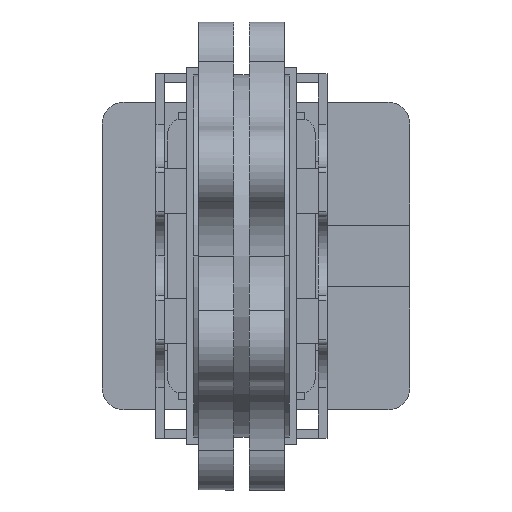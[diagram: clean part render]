
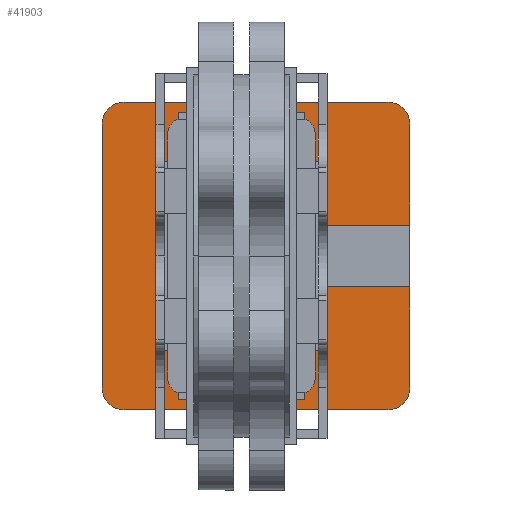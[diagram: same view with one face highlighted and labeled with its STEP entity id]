
A CAD part, front view. The second image highlights one B-rep face of the part: STEP entity #41903.
In plain terms, the highlighted planar face has unit normal (0, -1, 0).
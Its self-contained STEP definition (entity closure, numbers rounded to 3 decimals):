
#428 = CARTESIAN_POINT ( 'NONE',  ( 94., 390.5, 92. ) ) ;
#705 = LINE ( 'NONE', #2953, #18190 ) ;
#819 = VERTEX_POINT ( 'NONE', #897 ) ;
#897 = CARTESIAN_POINT ( 'NONE',  ( 94., 390.5, 33. ) ) ;
#1002 = LINE ( 'NONE', #43823, #15271 ) ;
#1251 = DIRECTION ( 'NONE',  ( 0., -1., 0. ) ) ;
#1761 = EDGE_LOOP ( 'NONE', ( #13690, #23353, #32561, #18100, #26206, #26532, #2439, #37511, #24840, #11772, #35917, #36931, #2804, #17900, #10583, #38357 ) ) ;
#2051 = LINE ( 'NONE', #5898, #22389 ) ;
#2053 = CIRCLE ( 'NONE', #16923, 13. ) ;
#2378 = DIRECTION ( 'NONE',  ( 0., 0., -1. ) ) ;
#2431 = DIRECTION ( 'NONE',  ( 0., 0., 1. ) ) ;
#2439 = ORIENTED_EDGE ( 'NONE', *, *, #42202, .F. ) ;
#2804 = ORIENTED_EDGE ( 'NONE', *, *, #22237, .T. ) ;
#2953 = CARTESIAN_POINT ( 'NONE',  ( 94., 390.5, 128. ) ) ;
#3488 = DIRECTION ( 'NONE',  ( 0., 0., -1. ) ) ;
#3673 = CARTESIAN_POINT ( 'NONE',  ( 94., 390.5, 187. ) ) ;
#4704 = CARTESIAN_POINT ( 'NONE',  ( -73., 390.5, 187. ) ) ;
#4772 = DIRECTION ( 'NONE',  ( 0., 0., 1. ) ) ;
#4879 = VERTEX_POINT ( 'NONE', #3673 ) ;
#5898 = CARTESIAN_POINT ( 'NONE',  ( 94., 390.5, 200. ) ) ;
#6121 = CIRCLE ( 'NONE', #7860, 13. ) ;
#6483 = DIRECTION ( 'NONE',  ( -1., 0., 0. ) ) ;
#6673 = DIRECTION ( 'NONE',  ( 0., -1., 0. ) ) ;
#6836 = CARTESIAN_POINT ( 'NONE',  ( 40.5, 390.5, 55. ) ) ;
#7234 = EDGE_CURVE ( 'NONE', #4879, #30189, #2051, .T. ) ;
#7775 = DIRECTION ( 'NONE',  ( 0., -1., 0. ) ) ;
#7860 = AXIS2_PLACEMENT_3D ( 'NONE', #36211, #8941, #11721 ) ;
#8291 = EDGE_CURVE ( 'NONE', #9684, #819, #30005, .T. ) ;
#8292 = CARTESIAN_POINT ( 'NONE',  ( -86., 390.5, 33. ) ) ;
#8941 = DIRECTION ( 'NONE',  ( 0., -1., 0. ) ) ;
#9684 = VERTEX_POINT ( 'NONE', #31500 ) ;
#10059 = CARTESIAN_POINT ( 'NONE',  ( -86., 390.5, 200. ) ) ;
#10355 = CARTESIAN_POINT ( 'NONE',  ( 81., 390.5, 33. ) ) ;
#10583 = ORIENTED_EDGE ( 'NONE', *, *, #18517, .F. ) ;
#11139 = VERTEX_POINT ( 'NONE', #38860 ) ;
#11154 = CARTESIAN_POINT ( 'NONE',  ( 94., 390.5, 200. ) ) ;
#11158 = PLANE ( 'NONE',  #30415 ) ;
#11549 = VERTEX_POINT ( 'NONE', #38503 ) ;
#11721 = DIRECTION ( 'NONE',  ( 0., 0., -1. ) ) ;
#11772 = ORIENTED_EDGE ( 'NONE', *, *, #39473, .T. ) ;
#11811 = LINE ( 'NONE', #43776, #39808 ) ;
#12392 = EDGE_CURVE ( 'NONE', #35248, #29926, #31748, .T. ) ;
#13061 = CARTESIAN_POINT ( 'NONE',  ( -49.5, 390.5, 55. ) ) ;
#13170 = VECTOR ( 'NONE', #2431, 1000. ) ;
#13690 = ORIENTED_EDGE ( 'NONE', *, *, #7234, .F. ) ;
#14031 = LINE ( 'NONE', #428, #38704 ) ;
#14904 = EDGE_CURVE ( 'NONE', #14949, #31925, #28843, .T. ) ;
#14949 = VERTEX_POINT ( 'NONE', #26146 ) ;
#14955 = VECTOR ( 'NONE', #33628, 1000. ) ;
#15216 = VERTEX_POINT ( 'NONE', #16294 ) ;
#15271 = VECTOR ( 'NONE', #26000, 1000. ) ;
#16294 = CARTESIAN_POINT ( 'NONE',  ( 40.5, 390.5, 165. ) ) ;
#16923 = AXIS2_PLACEMENT_3D ( 'NONE', #4704, #22645, #40153 ) ;
#16939 = VECTOR ( 'NONE', #28613, 1000. ) ;
#17875 = EDGE_CURVE ( 'NONE', #25150, #38947, #1002, .T. ) ;
#17900 = ORIENTED_EDGE ( 'NONE', *, *, #39342, .F. ) ;
#18100 = ORIENTED_EDGE ( 'NONE', *, *, #28605, .T. ) ;
#18190 = VECTOR ( 'NONE', #6483, 1000. ) ;
#18517 = EDGE_CURVE ( 'NONE', #11549, #15216, #19614, .T. ) ;
#19349 = CARTESIAN_POINT ( 'NONE',  ( -73., 390.5, 20. ) ) ;
#19504 = CARTESIAN_POINT ( 'NONE',  ( 94., 390.5, 128. ) ) ;
#19614 = LINE ( 'NONE', #28273, #26197 ) ;
#21732 = DIRECTION ( 'NONE',  ( -1., 0., 0. ) ) ;
#22237 = EDGE_CURVE ( 'NONE', #11139, #29256, #22469, .T. ) ;
#22374 = CIRCLE ( 'NONE', #41797, 13. ) ;
#22389 = VECTOR ( 'NONE', #2378, 1000. ) ;
#22469 = LINE ( 'NONE', #13061, #13170 ) ;
#22645 = DIRECTION ( 'NONE',  ( 0., -1., 0. ) ) ;
#22739 = DIRECTION ( 'NONE',  ( -1., 0., 0. ) ) ;
#23312 = VECTOR ( 'NONE', #29082, 1000. ) ;
#23353 = ORIENTED_EDGE ( 'NONE', *, *, #23868, .T. ) ;
#23571 = DIRECTION ( 'NONE',  ( -1., 0., 0. ) ) ;
#23868 = EDGE_CURVE ( 'NONE', #4879, #31925, #22374, .T. ) ;
#24840 = ORIENTED_EDGE ( 'NONE', *, *, #38177, .F. ) ;
#25150 = VERTEX_POINT ( 'NONE', #6836 ) ;
#25403 = VERTEX_POINT ( 'NONE', #19349 ) ;
#25562 = VECTOR ( 'NONE', #23571, 1000. ) ;
#25764 = CARTESIAN_POINT ( 'NONE',  ( 94., 390.5, 92. ) ) ;
#25932 = DIRECTION ( 'NONE',  ( 0., 0., -1. ) ) ;
#26000 = DIRECTION ( 'NONE',  ( 0., 0., 1. ) ) ;
#26146 = CARTESIAN_POINT ( 'NONE',  ( -73., 390.5, 200. ) ) ;
#26197 = VECTOR ( 'NONE', #4772, 1000. ) ;
#26206 = ORIENTED_EDGE ( 'NONE', *, *, #12392, .F. ) ;
#26532 = ORIENTED_EDGE ( 'NONE', *, *, #44032, .T. ) ;
#28273 = CARTESIAN_POINT ( 'NONE',  ( 40.5, 390.5, 55. ) ) ;
#28605 = EDGE_CURVE ( 'NONE', #14949, #29926, #2053, .T. ) ;
#28613 = DIRECTION ( 'NONE',  ( 0., 0., 1. ) ) ;
#28843 = LINE ( 'NONE', #36088, #23312 ) ;
#29013 = CARTESIAN_POINT ( 'NONE',  ( 81., 390.5, 187. ) ) ;
#29082 = DIRECTION ( 'NONE',  ( 1., 0., 0. ) ) ;
#29155 = CARTESIAN_POINT ( 'NONE',  ( -49.5, 390.5, 165. ) ) ;
#29256 = VERTEX_POINT ( 'NONE', #29155 ) ;
#29829 = EDGE_CURVE ( 'NONE', #25150, #11139, #39310, .T. ) ;
#29926 = VERTEX_POINT ( 'NONE', #45239 ) ;
#30005 = CIRCLE ( 'NONE', #37124, 13. ) ;
#30189 = VERTEX_POINT ( 'NONE', #19504 ) ;
#30415 = AXIS2_PLACEMENT_3D ( 'NONE', #43060, #7775, #32286 ) ;
#31222 = DIRECTION ( 'NONE',  ( 0., 0., -1. ) ) ;
#31500 = CARTESIAN_POINT ( 'NONE',  ( 81., 390.5, 20. ) ) ;
#31748 = LINE ( 'NONE', #10059, #16939 ) ;
#31925 = VERTEX_POINT ( 'NONE', #44537 ) ;
#32286 = DIRECTION ( 'NONE',  ( 0., 0., -1. ) ) ;
#32561 = ORIENTED_EDGE ( 'NONE', *, *, #14904, .F. ) ;
#33522 = FACE_OUTER_BOUND ( 'NONE', #1761, .T. ) ;
#33628 = DIRECTION ( 'NONE',  ( -1., 0., 0. ) ) ;
#33797 = CARTESIAN_POINT ( 'NONE',  ( 40.5, 390.5, 92. ) ) ;
#34384 = VERTEX_POINT ( 'NONE', #25764 ) ;
#34896 = VECTOR ( 'NONE', #3488, 1000. ) ;
#35248 = VERTEX_POINT ( 'NONE', #8292 ) ;
#35917 = ORIENTED_EDGE ( 'NONE', *, *, #17875, .F. ) ;
#36088 = CARTESIAN_POINT ( 'NONE',  ( -86., 390.5, 200. ) ) ;
#36211 = CARTESIAN_POINT ( 'NONE',  ( -73., 390.5, 33. ) ) ;
#36857 = LINE ( 'NONE', #41318, #14955 ) ;
#36931 = ORIENTED_EDGE ( 'NONE', *, *, #29829, .T. ) ;
#37124 = AXIS2_PLACEMENT_3D ( 'NONE', #10355, #6673, #31222 ) ;
#37511 = ORIENTED_EDGE ( 'NONE', *, *, #8291, .T. ) ;
#38177 = EDGE_CURVE ( 'NONE', #34384, #819, #40432, .T. ) ;
#38357 = ORIENTED_EDGE ( 'NONE', *, *, #44128, .F. ) ;
#38503 = CARTESIAN_POINT ( 'NONE',  ( 40.5, 390.5, 128. ) ) ;
#38704 = VECTOR ( 'NONE', #21732, 1000. ) ;
#38860 = CARTESIAN_POINT ( 'NONE',  ( -49.5, 390.5, 55. ) ) ;
#38947 = VERTEX_POINT ( 'NONE', #33797 ) ;
#39310 = LINE ( 'NONE', #44165, #25562 ) ;
#39342 = EDGE_CURVE ( 'NONE', #15216, #29256, #11811, .T. ) ;
#39473 = EDGE_CURVE ( 'NONE', #34384, #38947, #14031, .T. ) ;
#39808 = VECTOR ( 'NONE', #22739, 1000. ) ;
#40153 = DIRECTION ( 'NONE',  ( 0., 0., -1. ) ) ;
#40432 = LINE ( 'NONE', #11154, #34896 ) ;
#41318 = CARTESIAN_POINT ( 'NONE',  ( -86., 390.5, 20. ) ) ;
#41797 = AXIS2_PLACEMENT_3D ( 'NONE', #29013, #1251, #25932 ) ;
#41903 = ADVANCED_FACE ( 'NONE', ( #33522 ), #11158, .T. ) ;
#42202 = EDGE_CURVE ( 'NONE', #9684, #25403, #36857, .T. ) ;
#43060 = CARTESIAN_POINT ( 'NONE',  ( 0., 390.5, 0. ) ) ;
#43776 = CARTESIAN_POINT ( 'NONE',  ( 40.5, 390.5, 165. ) ) ;
#43823 = CARTESIAN_POINT ( 'NONE',  ( 40.5, 390.5, 55. ) ) ;
#44032 = EDGE_CURVE ( 'NONE', #35248, #25403, #6121, .T. ) ;
#44128 = EDGE_CURVE ( 'NONE', #30189, #11549, #705, .T. ) ;
#44165 = CARTESIAN_POINT ( 'NONE',  ( 40.5, 390.5, 55. ) ) ;
#44537 = CARTESIAN_POINT ( 'NONE',  ( 81., 390.5, 200. ) ) ;
#45239 = CARTESIAN_POINT ( 'NONE',  ( -86., 390.5, 187. ) ) ;
